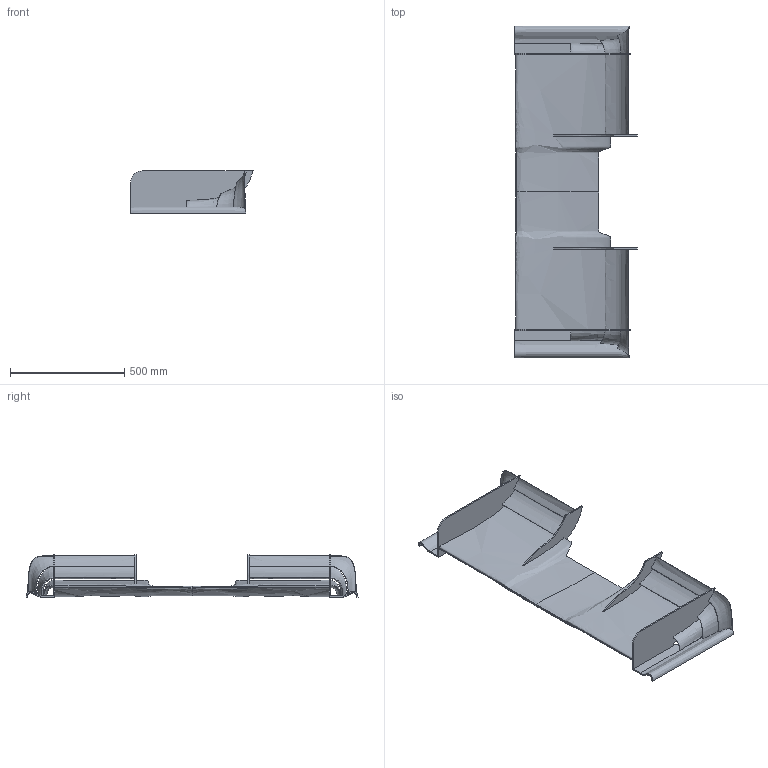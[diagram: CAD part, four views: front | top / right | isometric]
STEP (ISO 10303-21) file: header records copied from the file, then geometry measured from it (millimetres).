
FILE_DESCRIPTION(('CATIA V5 STEP Exchange'),'2;1');
FILE_NAME('18_03_01_0010_Front_Wing_V1_aussen_gebogen.stp','2018-05-05T08:24:24+00:00',('none'),('none'),'CATIA Version 5-6 Release 2014 SP5 HF9','CATIA V5 STEP AP203','none');
FILE_SCHEMA(('CONFIG_CONTROL_DESIGN'));
Products named in the file (1): 18_03_00_0000_VORLAGE_CATIA_PART_AERO_JBo_V00
Bounding box: 535.43 x 1452 x 185 mm (x, y, z)
Volume: 18161793.7 mm3; surface area: 1984041.6 mm2
Topology: 1 solids, 1 shells, 108 faces, 315 edges, 201 vertices
Faces by surface type: bspline 46, plane 42, extrusion 14, cylinder 6
Entity records: 42161 total; most frequent: CARTESIAN_POINT 39838, ORIENTED_EDGE 630, EDGE_CURVE 315, B_SPLINE_CURVE_WITH_KNOTS 231, VERTEX_POINT 201, DIRECTION 196, EDGE_LOOP 120, ADVANCED_FACE 108
